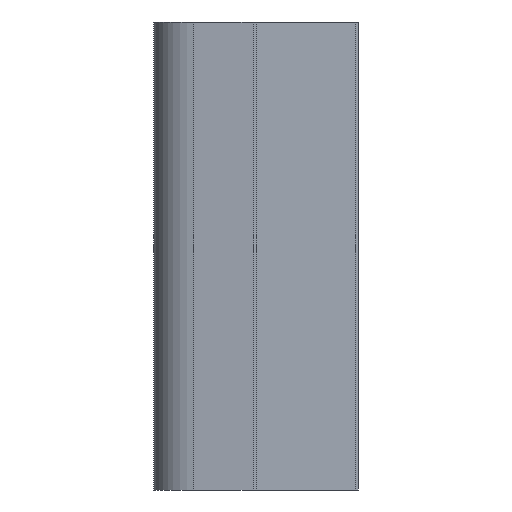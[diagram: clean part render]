
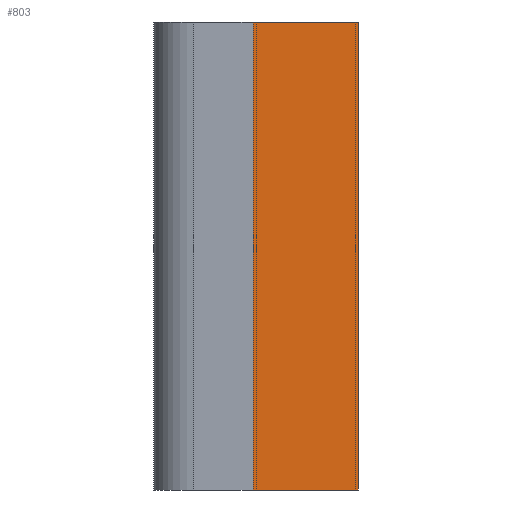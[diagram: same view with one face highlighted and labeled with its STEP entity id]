
A CAD part, left-side view. The second image highlights one B-rep face of the part: STEP entity #803.
In plain terms, the highlighted planar face has unit normal (-1, 0, 0).
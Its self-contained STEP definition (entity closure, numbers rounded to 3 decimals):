
#5 = LINE ( 'NONE', #194, #1522 ) ;
#47 = VECTOR ( 'NONE', #1665, 1000. ) ;
#98 = CARTESIAN_POINT ( 'NONE',  ( -0.8, 0., 0.4 ) ) ;
#134 = CARTESIAN_POINT ( 'NONE',  ( -0.8, 0., -0.4 ) ) ;
#194 = CARTESIAN_POINT ( 'NONE',  ( -0.8, 0., 0.4 ) ) ;
#208 = DIRECTION ( 'NONE',  ( 0., 0., -1. ) ) ;
#226 = VERTEX_POINT ( 'NONE', #900 ) ;
#228 = EDGE_CURVE ( 'NONE', #226, #1592, #5, .T. ) ;
#277 = PLANE ( 'NONE',  #519 ) ;
#282 = EDGE_CURVE ( 'NONE', #471, #226, #1484, .T. ) ;
#289 = CARTESIAN_POINT ( 'NONE',  ( -0.8, 0., -0.4 ) ) ;
#471 = VERTEX_POINT ( 'NONE', #521 ) ;
#482 = LINE ( 'NONE', #134, #47 ) ;
#514 = LINE ( 'NONE', #816, #834 ) ;
#519 = AXIS2_PLACEMENT_3D ( 'NONE', #1248, #1551, #972 ) ;
#521 = CARTESIAN_POINT ( 'NONE',  ( -0.8, 0.18, 0.4 ) ) ;
#547 = ORIENTED_EDGE ( 'NONE', *, *, #282, .F. ) ;
#601 = EDGE_CURVE ( 'NONE', #668, #1592, #482, .T. ) ;
#636 = DIRECTION ( 'NONE',  ( 0., -1., 0. ) ) ;
#640 = FACE_OUTER_BOUND ( 'NONE', #1616, .T. ) ;
#668 = VERTEX_POINT ( 'NONE', #693 ) ;
#693 = CARTESIAN_POINT ( 'NONE',  ( -0.8, 0.18, -0.4 ) ) ;
#803 = ADVANCED_FACE ( 'NONE', ( #640 ), #277, .F. ) ;
#816 = CARTESIAN_POINT ( 'NONE',  ( -0.8, 0.18, 0.4 ) ) ;
#827 = ORIENTED_EDGE ( 'NONE', *, *, #228, .F. ) ;
#834 = VECTOR ( 'NONE', #1230, 1000. ) ;
#900 = CARTESIAN_POINT ( 'NONE',  ( -0.8, 0., 0.4 ) ) ;
#972 = DIRECTION ( 'NONE',  ( 0., 0., -1. ) ) ;
#1103 = ORIENTED_EDGE ( 'NONE', *, *, #601, .T. ) ;
#1184 = VECTOR ( 'NONE', #636, 1000. ) ;
#1230 = DIRECTION ( 'NONE',  ( 0., 0., -1. ) ) ;
#1248 = CARTESIAN_POINT ( 'NONE',  ( -0.8, 0., 0.4 ) ) ;
#1426 = EDGE_CURVE ( 'NONE', #471, #668, #514, .T. ) ;
#1484 = LINE ( 'NONE', #98, #1184 ) ;
#1522 = VECTOR ( 'NONE', #208, 1000. ) ;
#1551 = DIRECTION ( 'NONE',  ( 1., 0., 0. ) ) ;
#1556 = ORIENTED_EDGE ( 'NONE', *, *, #1426, .T. ) ;
#1592 = VERTEX_POINT ( 'NONE', #289 ) ;
#1616 = EDGE_LOOP ( 'NONE', ( #1103, #827, #547, #1556 ) ) ;
#1665 = DIRECTION ( 'NONE',  ( 0., -1., 0. ) ) ;
